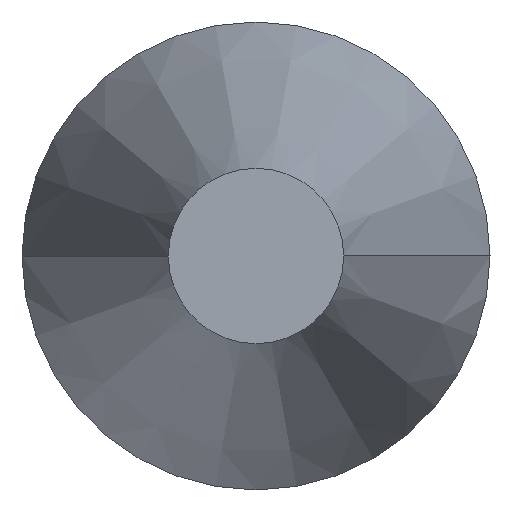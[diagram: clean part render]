
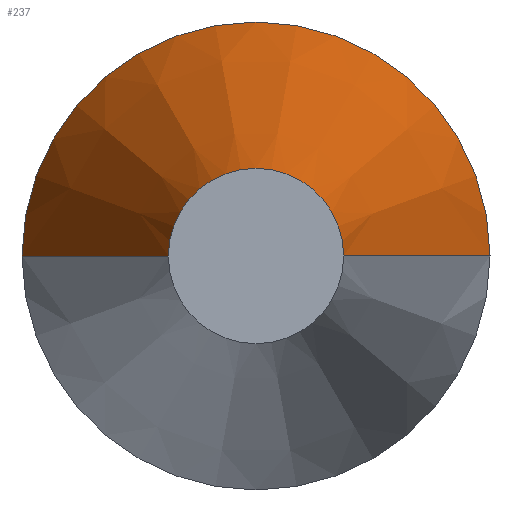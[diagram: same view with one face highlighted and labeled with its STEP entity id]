
A CAD part, front view. The second image highlights one B-rep face of the part: STEP entity #237.
In plain terms, the highlighted conical face has half-angle 15 degrees and reference radius 1.19 mm.
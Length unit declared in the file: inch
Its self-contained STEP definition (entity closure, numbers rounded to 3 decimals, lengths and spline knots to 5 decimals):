
#3 = CARTESIAN_POINT ( 'NONE',  ( 0., 0.281, 0. ) ) ;
#5 = FACE_OUTER_BOUND ( 'NONE', #298, .T. ) ;
#16 = VERTEX_POINT ( 'NONE', #291 ) ;
#31 = LINE ( 'NONE', #256, #47 ) ;
#41 = ORIENTED_EDGE ( 'NONE', *, *, #220, .T. ) ;
#42 = AXIS2_PLACEMENT_3D ( 'NONE', #3, #161, #310 ) ;
#44 = CIRCLE ( 'NONE', #114, 0.125 ) ;
#47 = VECTOR ( 'NONE', #83, 39.37008 ) ;
#53 = CARTESIAN_POINT ( 'NONE',  ( 0., 0.281, 0. ) ) ;
#74 = DIRECTION ( 'NONE',  ( -1., 0., 0. ) ) ;
#76 = ORIENTED_EDGE ( 'NONE', *, *, #78, .F. ) ;
#78 = EDGE_CURVE ( 'NONE', #265, #16, #44, .T. ) ;
#83 = DIRECTION ( 'NONE',  ( -0.259, 0.966, 0. ) ) ;
#85 = ORIENTED_EDGE ( 'NONE', *, *, #332, .T. ) ;
#108 = CIRCLE ( 'NONE', #126, 0.04685 ) ;
#114 = AXIS2_PLACEMENT_3D ( 'NONE', #246, #119, #74 ) ;
#117 = VERTEX_POINT ( 'NONE', #127 ) ;
#119 = DIRECTION ( 'NONE',  ( 0., 1., 0. ) ) ;
#124 = LINE ( 'NONE', #264, #216 ) ;
#126 = AXIS2_PLACEMENT_3D ( 'NONE', #53, #223, #309 ) ;
#127 = CARTESIAN_POINT ( 'NONE',  ( -0.04685, 0.281, 0. ) ) ;
#161 = DIRECTION ( 'NONE',  ( 0., 1., 0. ) ) ;
#216 = VECTOR ( 'NONE', #236, 39.37008 ) ;
#220 = EDGE_CURVE ( 'NONE', #117, #235, #108, .T. ) ;
#223 = DIRECTION ( 'NONE',  ( 0., 1., 0. ) ) ;
#235 = VERTEX_POINT ( 'NONE', #252 ) ;
#236 = DIRECTION ( 'NONE',  ( 0.259, 0.966, 0. ) ) ;
#237 = ADVANCED_FACE ( 'NONE', ( #5 ), #314, .T. ) ;
#246 = CARTESIAN_POINT ( 'NONE',  ( 0., 0.57266, 0. ) ) ;
#252 = CARTESIAN_POINT ( 'NONE',  ( 0.04685, 0.281, 0. ) ) ;
#256 = CARTESIAN_POINT ( 'NONE',  ( -0.04685, 0.281, 0. ) ) ;
#264 = CARTESIAN_POINT ( 'NONE',  ( 0.04685, 0.281, 0. ) ) ;
#265 = VERTEX_POINT ( 'NONE', #339 ) ;
#291 = CARTESIAN_POINT ( 'NONE',  ( 0.125, 0.57266, 0. ) ) ;
#294 = EDGE_CURVE ( 'NONE', #117, #265, #31, .T. ) ;
#298 = EDGE_LOOP ( 'NONE', ( #41, #85, #76, #322 ) ) ;
#309 = DIRECTION ( 'NONE',  ( -1., 0., 0. ) ) ;
#310 = DIRECTION ( 'NONE',  ( -1., 0., 0. ) ) ;
#314 = CONICAL_SURFACE ( 'NONE', #42, 0.04685, 0.262 ) ;
#322 = ORIENTED_EDGE ( 'NONE', *, *, #294, .F. ) ;
#332 = EDGE_CURVE ( 'NONE', #235, #16, #124, .T. ) ;
#339 = CARTESIAN_POINT ( 'NONE',  ( -0.125, 0.57266, 0. ) ) ;
